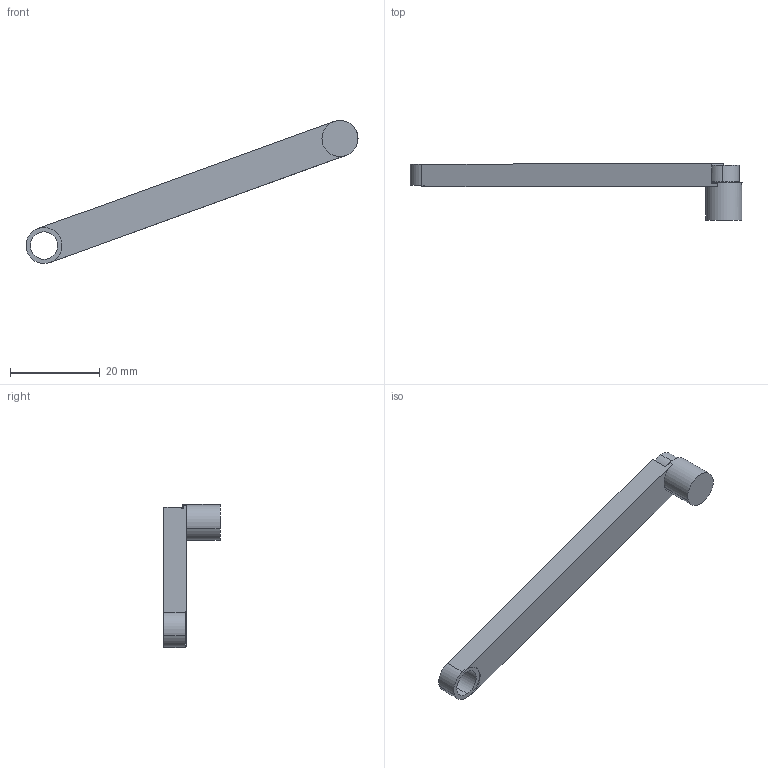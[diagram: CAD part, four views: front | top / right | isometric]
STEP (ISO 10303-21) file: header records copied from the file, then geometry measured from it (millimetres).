
FILE_DESCRIPTION (( 'STEP AP203' ), '1' );
FILE_NAME ('Linkage.STEP', '2024-11-21T06:04:13', ( '' ), ( '' ), 'SwSTEP 2.0', 'SolidWorks 2024', '' );
FILE_SCHEMA (( 'CONFIG_CONTROL_DESIGN' ));
Length unit declared in the file: millimetre
Products named in the file (1): Linkage
Bounding box: 73.85 x 12.5 x 31.81 mm (x, y, z)
Volume: 3198.5 mm3; surface area: 2332 mm2
Topology: 1 solids, 1 shells, 29 faces, 73 edges, 47 vertices
Faces by surface type: cylinder 18, plane 11
Entity records: 1070 total; most frequent: CARTESIAN_POINT 277, DIRECTION 155, ORIENTED_EDGE 146, EDGE_CURVE 73, AXIS2_PLACEMENT_3D 59, VERTEX_POINT 47, LINE 37, VECTOR 37
